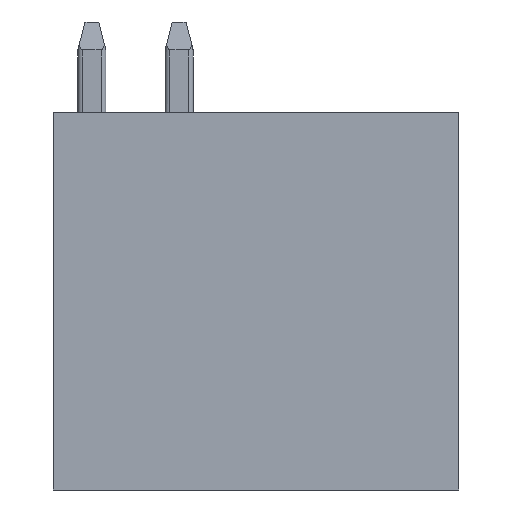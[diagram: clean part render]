
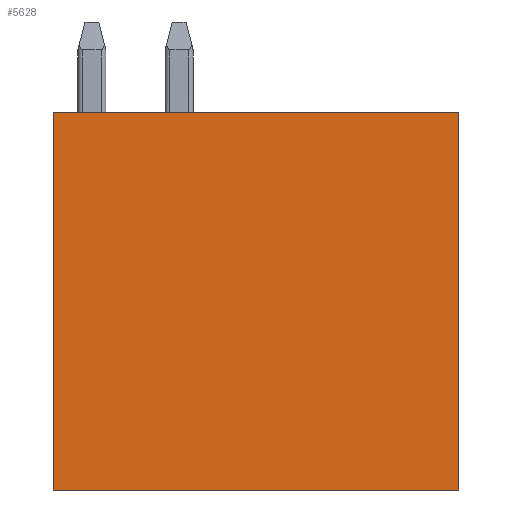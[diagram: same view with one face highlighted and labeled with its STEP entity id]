
A CAD part, front view. The second image highlights one B-rep face of the part: STEP entity #5628.
In plain terms, the highlighted planar face has unit normal (0, -1, 0).
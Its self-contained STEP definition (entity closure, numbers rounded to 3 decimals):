
#1231=DIRECTION('',(0.,0.,1.));
#1232=VECTOR('',#1231,10.8);
#1233=CARTESIAN_POINT('',(-5.49,-11.3,-6.62));
#1234=LINE('',#1233,#1232);
#1235=DIRECTION('',(1.,0.,0.));
#1236=VECTOR('',#1235,11.6);
#1237=CARTESIAN_POINT('',(-5.49,-11.3,4.18));
#1238=LINE('',#1237,#1236);
#1239=DIRECTION('',(0.,0.,-1.));
#1240=VECTOR('',#1239,10.8);
#1241=CARTESIAN_POINT('',(6.11,-11.3,4.18));
#1242=LINE('',#1241,#1240);
#1243=DIRECTION('',(-1.,0.,0.));
#1244=VECTOR('',#1243,11.6);
#1245=CARTESIAN_POINT('',(6.11,-11.3,-6.62));
#1246=LINE('',#1245,#1244);
#3521=CARTESIAN_POINT('',(-5.49,-11.3,-6.62));
#3522=CARTESIAN_POINT('',(-5.49,-11.3,4.18));
#3523=VERTEX_POINT('',#3521);
#3524=VERTEX_POINT('',#3522);
#3525=CARTESIAN_POINT('',(6.11,-11.3,4.18));
#3526=VERTEX_POINT('',#3525);
#3527=CARTESIAN_POINT('',(6.11,-11.3,-6.62));
#3528=VERTEX_POINT('',#3527);
#5617=CARTESIAN_POINT('',(0.,-11.3,0.));
#5618=DIRECTION('',(0.,1.,0.));
#5619=DIRECTION('',(1.,0.,0.));
#5620=AXIS2_PLACEMENT_3D('',#5617,#5618,#5619);
#5621=PLANE('',#5620);
#5622=ORIENTED_EDGE('',*,*,#4375,.T.);
#5623=ORIENTED_EDGE('',*,*,#4468,.T.);
#5624=ORIENTED_EDGE('',*,*,#4511,.T.);
#5625=ORIENTED_EDGE('',*,*,#5611,.T.);
#5626=EDGE_LOOP('',(#5622,#5623,#5624,#5625));
#5627=FACE_OUTER_BOUND('',#5626,.F.);
#5628=ADVANCED_FACE('',(#5627),#5621,.F.);
#4375=EDGE_CURVE('',#3523,#3524,#1234,.T.);
#4468=EDGE_CURVE('',#3524,#3526,#1238,.T.);
#4511=EDGE_CURVE('',#3526,#3528,#1242,.T.);
#5611=EDGE_CURVE('',#3528,#3523,#1246,.T.);
